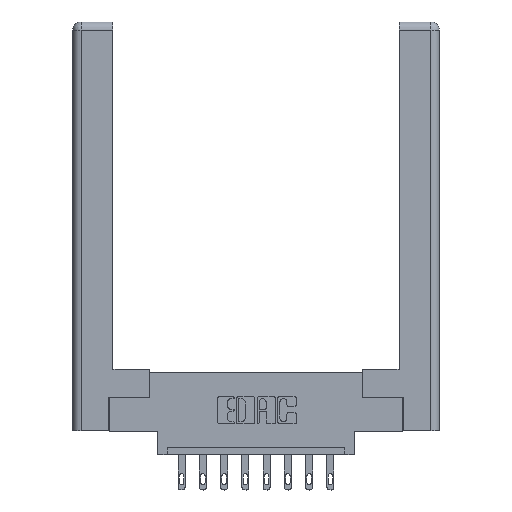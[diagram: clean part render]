
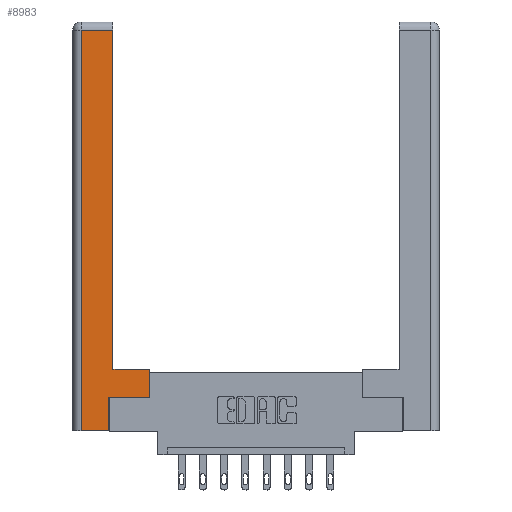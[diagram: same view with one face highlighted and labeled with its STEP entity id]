
A CAD part, top view. The second image highlights one B-rep face of the part: STEP entity #8983.
In plain terms, the highlighted planar face has unit normal (0, 0, 1).
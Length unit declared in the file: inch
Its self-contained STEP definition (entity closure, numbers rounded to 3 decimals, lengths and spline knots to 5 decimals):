
#2 = LINE ( 'NONE', #2748, #9957 ) ;
#293 = CARTESIAN_POINT ( 'NONE',  ( 0.565, 0.45, 0. ) ) ;
#328 = DIRECTION ( 'NONE',  ( 0., 0., -1. ) ) ;
#506 = FACE_OUTER_BOUND ( 'NONE', #1199, .T. ) ;
#552 = VERTEX_POINT ( 'NONE', #5674 ) ;
#971 = LINE ( 'NONE', #11257, #11398 ) ;
#1023 = VECTOR ( 'NONE', #12413, 39.37008 ) ;
#1090 = EDGE_CURVE ( 'NONE', #8603, #5229, #11255, .T. ) ;
#1143 = CARTESIAN_POINT ( 'NONE',  ( 0.295, 3., 0. ) ) ;
#1194 = CARTESIAN_POINT ( 'NONE',  ( 0., 0., 0. ) ) ;
#1199 = EDGE_LOOP ( 'NONE', ( #4920, #7874, #4924, #6296, #11382, #4770, #8521, #4063 ) ) ;
#1428 = CARTESIAN_POINT ( 'NONE',  ( 0.265, 0., 0. ) ) ;
#1792 = DIRECTION ( 'NONE',  ( -1., 0., 0. ) ) ;
#1819 = VERTEX_POINT ( 'NONE', #10677 ) ;
#2053 = CARTESIAN_POINT ( 'NONE',  ( 0.0615, 0., 0. ) ) ;
#2202 = VECTOR ( 'NONE', #4152, 39.37008 ) ;
#2236 = VECTOR ( 'NONE', #11776, 39.37008 ) ;
#2374 = EDGE_CURVE ( 'NONE', #5229, #552, #971, .T. ) ;
#2574 = VERTEX_POINT ( 'NONE', #3795 ) ;
#2748 = CARTESIAN_POINT ( 'NONE',  ( 0.295, 0.45, 0. ) ) ;
#2773 = VECTOR ( 'NONE', #1792, 39.37008 ) ;
#3013 = EDGE_CURVE ( 'NONE', #11847, #1819, #2, .T. ) ;
#3795 = CARTESIAN_POINT ( 'NONE',  ( 0.0615, 2.94, 0. ) ) ;
#3891 = LINE ( 'NONE', #6868, #2773 ) ;
#4063 = ORIENTED_EDGE ( 'NONE', *, *, #3013, .T. ) ;
#4152 = DIRECTION ( 'NONE',  ( 0., -1., 0. ) ) ;
#4511 = VECTOR ( 'NONE', #11246, 39.37008 ) ;
#4717 = DIRECTION ( 'NONE',  ( -1., 0., 0. ) ) ;
#4770 = ORIENTED_EDGE ( 'NONE', *, *, #2374, .T. ) ;
#4797 = CARTESIAN_POINT ( 'NONE',  ( 0.265, 0., 0. ) ) ;
#4920 = ORIENTED_EDGE ( 'NONE', *, *, #7373, .T. ) ;
#4924 = ORIENTED_EDGE ( 'NONE', *, *, #9474, .T. ) ;
#5229 = VERTEX_POINT ( 'NONE', #7462 ) ;
#5674 = CARTESIAN_POINT ( 'NONE',  ( 0.565, 0.245, 0. ) ) ;
#5982 = EDGE_CURVE ( 'NONE', #552, #11847, #6087, .T. ) ;
#6087 = LINE ( 'NONE', #293, #1023 ) ;
#6214 = EDGE_CURVE ( 'NONE', #12238, #2574, #3891, .T. ) ;
#6217 = CARTESIAN_POINT ( 'NONE',  ( 0.565, 0.45, 0. ) ) ;
#6221 = VECTOR ( 'NONE', #7154, 39.37008 ) ;
#6296 = ORIENTED_EDGE ( 'NONE', *, *, #8644, .T. ) ;
#6526 = CARTESIAN_POINT ( 'NONE',  ( 0.0615, 0., 0. ) ) ;
#6868 = CARTESIAN_POINT ( 'NONE',  ( 0.0615, 2.94, 0. ) ) ;
#7154 = DIRECTION ( 'NONE',  ( 0., 1., 0. ) ) ;
#7248 = CARTESIAN_POINT ( 'NONE',  ( 0.265, 0.245, 0. ) ) ;
#7373 = EDGE_CURVE ( 'NONE', #1819, #12238, #10806, .T. ) ;
#7462 = CARTESIAN_POINT ( 'NONE',  ( 0.265, 0.245, 0. ) ) ;
#7874 = ORIENTED_EDGE ( 'NONE', *, *, #6214, .T. ) ;
#8374 = LINE ( 'NONE', #2053, #2202 ) ;
#8521 = ORIENTED_EDGE ( 'NONE', *, *, #5982, .T. ) ;
#8603 = VERTEX_POINT ( 'NONE', #1428 ) ;
#8644 = EDGE_CURVE ( 'NONE', #10366, #8603, #12175, .T. ) ;
#8801 = CARTESIAN_POINT ( 'NONE',  ( 0.295, 2.94, 0. ) ) ;
#8983 = ADVANCED_FACE ( 'NONE', ( #506 ), #11434, .F. ) ;
#9474 = EDGE_CURVE ( 'NONE', #2574, #10366, #8374, .T. ) ;
#9957 = VECTOR ( 'NONE', #4717, 39.37008 ) ;
#10366 = VERTEX_POINT ( 'NONE', #6526 ) ;
#10503 = AXIS2_PLACEMENT_3D ( 'NONE', #1194, #328, #12315 ) ;
#10677 = CARTESIAN_POINT ( 'NONE',  ( 0.295, 0.45, 0. ) ) ;
#10806 = LINE ( 'NONE', #1143, #4511 ) ;
#11121 = DIRECTION ( 'NONE',  ( 1., 0., 0. ) ) ;
#11246 = DIRECTION ( 'NONE',  ( 0., 1., 0. ) ) ;
#11255 = LINE ( 'NONE', #7248, #6221 ) ;
#11257 = CARTESIAN_POINT ( 'NONE',  ( 0.565, 0.245, 0. ) ) ;
#11382 = ORIENTED_EDGE ( 'NONE', *, *, #1090, .T. ) ;
#11398 = VECTOR ( 'NONE', #11121, 39.37008 ) ;
#11434 = PLANE ( 'NONE',  #10503 ) ;
#11776 = DIRECTION ( 'NONE',  ( 1., 0., 0. ) ) ;
#11847 = VERTEX_POINT ( 'NONE', #6217 ) ;
#12175 = LINE ( 'NONE', #4797, #2236 ) ;
#12238 = VERTEX_POINT ( 'NONE', #8801 ) ;
#12315 = DIRECTION ( 'NONE',  ( -1., 0., 0. ) ) ;
#12413 = DIRECTION ( 'NONE',  ( 0., 1., 0. ) ) ;
